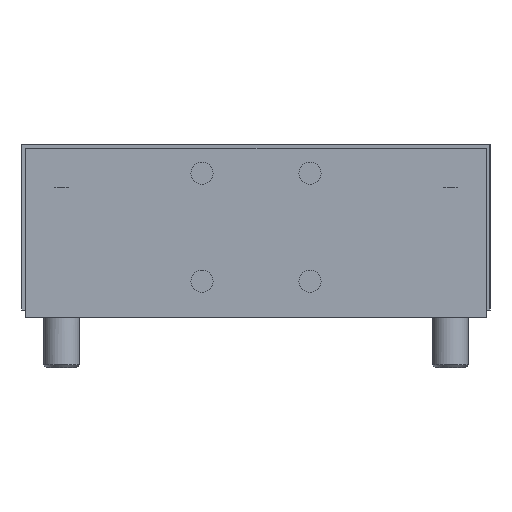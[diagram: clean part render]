
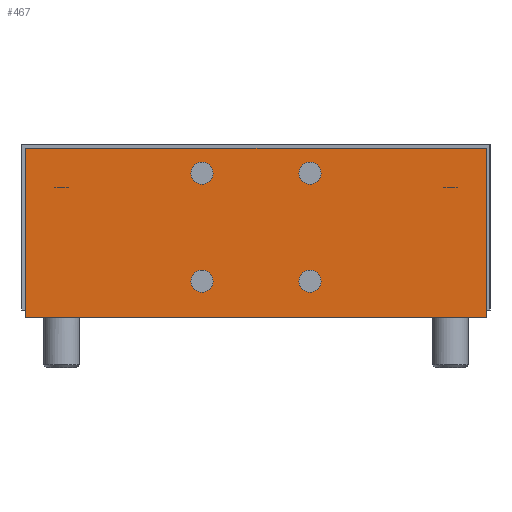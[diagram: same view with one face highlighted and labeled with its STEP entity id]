
A CAD part, left-side view. The second image highlights one B-rep face of the part: STEP entity #467.
In plain terms, the highlighted planar face has unit normal (-1, 0, 0).
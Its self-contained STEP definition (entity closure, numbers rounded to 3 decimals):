
#467 = ADVANCED_FACE( '', ( #1105, #1106, #1107, #1108, #1109 ), #1110, .F. );
#1105 = FACE_BOUND( '', #1880, .T. );
#1106 = FACE_BOUND( '', #1881, .T. );
#1107 = FACE_BOUND( '', #1882, .T. );
#1108 = FACE_BOUND( '', #1883, .T. );
#1109 = FACE_OUTER_BOUND( '', #1884, .T. );
#1110 = PLANE( '', #1885 );
#1880 = EDGE_LOOP( '', ( #3030 ) );
#1881 = EDGE_LOOP( '', ( #3031 ) );
#1882 = EDGE_LOOP( '', ( #3032 ) );
#1883 = EDGE_LOOP( '', ( #3033 ) );
#1884 = EDGE_LOOP( '', ( #3034, #3035, #3036, #3037 ) );
#1885 = AXIS2_PLACEMENT_3D( '', #3038, #3039, #3040 );
#3030 = ORIENTED_EDGE( '', *, *, #3864, .T. );
#3031 = ORIENTED_EDGE( '', *, *, #3867, .T. );
#3032 = ORIENTED_EDGE( '', *, *, #3869, .T. );
#3033 = ORIENTED_EDGE( '', *, *, #3896, .T. );
#3034 = ORIENTED_EDGE( '', *, *, #3590, .F. );
#3035 = ORIENTED_EDGE( '', *, *, #3952, .F. );
#3036 = ORIENTED_EDGE( '', *, *, #3953, .F. );
#3037 = ORIENTED_EDGE( '', *, *, #3828, .F. );
#3038 = CARTESIAN_POINT( '', ( -191., 36., 23. ) );
#3039 = DIRECTION( '', ( 1., 0., 0. ) );
#3040 = DIRECTION( '', ( 0., 1., 0. ) );
#3590 = EDGE_CURVE( '', #4103, #4105, #4106, .T. );
#3828 = EDGE_CURVE( '', #4105, #4498, #4499, .T. );
#3864 = EDGE_CURVE( '', #4550, #4550, #4551, .T. );
#3867 = EDGE_CURVE( '', #4555, #4555, #4556, .T. );
#3869 = EDGE_CURVE( '', #4558, #4558, #4559, .T. );
#3896 = EDGE_CURVE( '', #4596, #4596, #4597, .T. );
#3952 = EDGE_CURVE( '', #4676, #4103, #4677, .T. );
#3953 = EDGE_CURVE( '', #4498, #4676, #4678, .T. );
#4103 = VERTEX_POINT( '', #4856 );
#4105 = VERTEX_POINT( '', #4859 );
#4106 = LINE( '', #4860, #4861 );
#4498 = VERTEX_POINT( '', #5410 );
#4499 = LINE( '', #5411, #5412 );
#4550 = VERTEX_POINT( '', #5507 );
#4551 = CIRCLE( '', #5508, 3.1 );
#4555 = VERTEX_POINT( '', #5512 );
#4556 = CIRCLE( '', #5513, 3.1 );
#4558 = VERTEX_POINT( '', #5515 );
#4559 = CIRCLE( '', #5516, 3.1 );
#4596 = VERTEX_POINT( '', #5591 );
#4597 = CIRCLE( '', #5592, 3.1 );
#4676 = VERTEX_POINT( '', #5686 );
#4677 = LINE( '', #5687, #5688 );
#4678 = LINE( '', #5689, #5690 );
#4856 = CARTESIAN_POINT( '', ( -191., -64., -2. ) );
#4859 = CARTESIAN_POINT( '', ( -191., 64., -2. ) );
#4860 = CARTESIAN_POINT( '', ( -191., -64., -2. ) );
#4861 = VECTOR( '', #5883, 1000. );
#5410 = CARTESIAN_POINT( '', ( -191., 64., 45. ) );
#5411 = CARTESIAN_POINT( '', ( -191., 64., -2. ) );
#5412 = VECTOR( '', #6212, 1000. );
#5507 = CARTESIAN_POINT( '', ( -191., 18.1, 8. ) );
#5508 = AXIS2_PLACEMENT_3D( '', #6257, #6258, #6259 );
#5512 = CARTESIAN_POINT( '', ( -191., -11.9, 8. ) );
#5513 = AXIS2_PLACEMENT_3D( '', #6263, #6264, #6265 );
#5515 = CARTESIAN_POINT( '', ( -191., 18.1, 38. ) );
#5516 = AXIS2_PLACEMENT_3D( '', #6266, #6267, #6268 );
#5591 = CARTESIAN_POINT( '', ( -191., -11.9, 38. ) );
#5592 = AXIS2_PLACEMENT_3D( '', #6295, #6296, #6297 );
#5686 = CARTESIAN_POINT( '', ( -191., -64., 45. ) );
#5687 = CARTESIAN_POINT( '', ( -191., -64., 45. ) );
#5688 = VECTOR( '', #6361, 1000. );
#5689 = CARTESIAN_POINT( '', ( -191., 64., 45. ) );
#5690 = VECTOR( '', #6362, 1000. );
#5883 = DIRECTION( '', ( 0., 1., 0. ) );
#6212 = DIRECTION( '', ( 0., 0., 1. ) );
#6257 = CARTESIAN_POINT( '', ( -191., 15., 8. ) );
#6258 = DIRECTION( '', ( 1., 0., 0. ) );
#6259 = DIRECTION( '', ( 0., 1., 0. ) );
#6263 = CARTESIAN_POINT( '', ( -191., -15., 8. ) );
#6264 = DIRECTION( '', ( 1., 0., 0. ) );
#6265 = DIRECTION( '', ( 0., 1., 0. ) );
#6266 = CARTESIAN_POINT( '', ( -191., 15., 38. ) );
#6267 = DIRECTION( '', ( 1., 0., 0. ) );
#6268 = DIRECTION( '', ( 0., 1., 0. ) );
#6295 = CARTESIAN_POINT( '', ( -191., -15., 38. ) );
#6296 = DIRECTION( '', ( 1., 0., 0. ) );
#6297 = DIRECTION( '', ( 0., 1., 0. ) );
#6361 = DIRECTION( '', ( 0., 0., -1. ) );
#6362 = DIRECTION( '', ( 0., -1., 0. ) );
